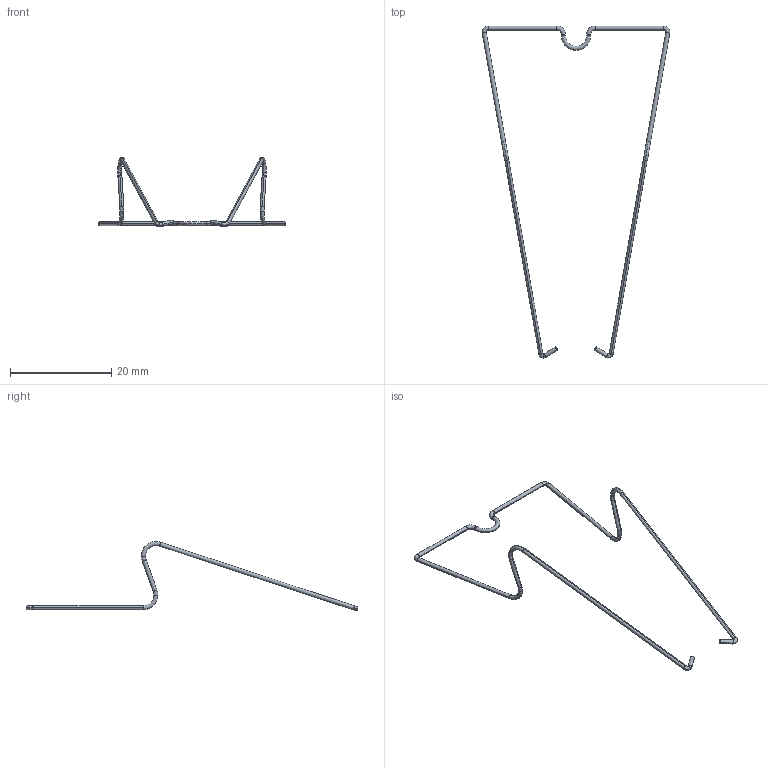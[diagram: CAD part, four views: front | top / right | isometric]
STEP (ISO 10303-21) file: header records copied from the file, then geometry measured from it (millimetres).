
FILE_DESCRIPTION (( 'STEP AP214' ), '1' );
FILE_NAME ('GZU-1052.STEP', '2016-06-21T05:50:10', ( '' ), ( '' ), 'SwSTEP 2.0', 'SolidWorks 2016', '' );
FILE_SCHEMA (( 'AUTOMOTIVE_DESIGN' ));
Length unit declared in the file: millimetre
Products named in the file (1): GZU-1052
Bounding box: 37.1 x 65.65 x 13.65 mm (x, y, z)
Volume: 105.3 mm3; surface area: 527.7 mm2
Topology: 1 solids, 1 shells, 58 faces, 138 edges, 82 vertices
Faces by surface type: torus 36, cylinder 20, plane 2
Entity records: 1754 total; most frequent: DIRECTION 374, CARTESIAN_POINT 279, ORIENTED_EDGE 276, AXIS2_PLACEMENT_3D 177, EDGE_CURVE 138, CIRCLE 118, VERTEX_POINT 82, FACE_OUTER_BOUND 58
